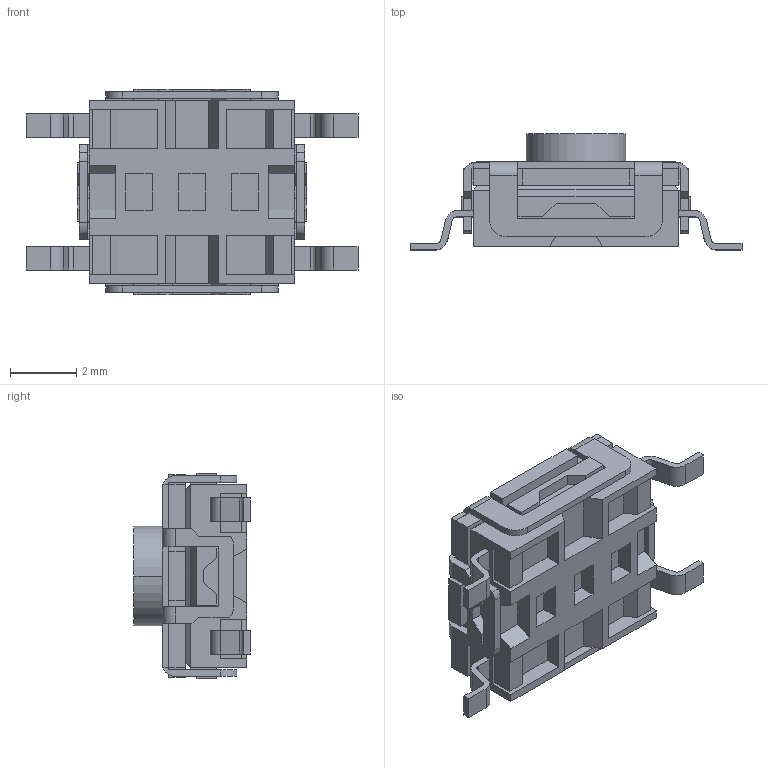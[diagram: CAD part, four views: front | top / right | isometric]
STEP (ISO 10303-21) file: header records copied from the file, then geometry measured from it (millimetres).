
FILE_DESCRIPTION (( 'STEP AP214' ), '1' );
FILE_NAME ('TL6700AF160QG.STEP', '2023-03-06T21:57:22', ( '' ), ( '' ), 'SwSTEP 2.0', 'SolidWorks 2021', '' );
FILE_SCHEMA (( 'AUTOMOTIVE_DESIGN' ));
Length unit declared in the file: millimetre
Products named in the file (1): TL6700AF160QG
Bounding box: 10 x 3.5 x 6.2 mm (x, y, z)
Volume: 83.4 mm3; surface area: 395.1 mm2
Topology: 8 solids, 10 shells, 361 faces, 1000 edges, 664 vertices
Faces by surface type: plane 293, cylinder 62, cone 6
Entity records: 11551 total; most frequent: CARTESIAN_POINT 2106, ORIENTED_EDGE 2000, DIRECTION 1836, EDGE_CURVE 1000, VECTOR 856, LINE 856, VERTEX_POINT 664, AXIS2_PLACEMENT_3D 490
